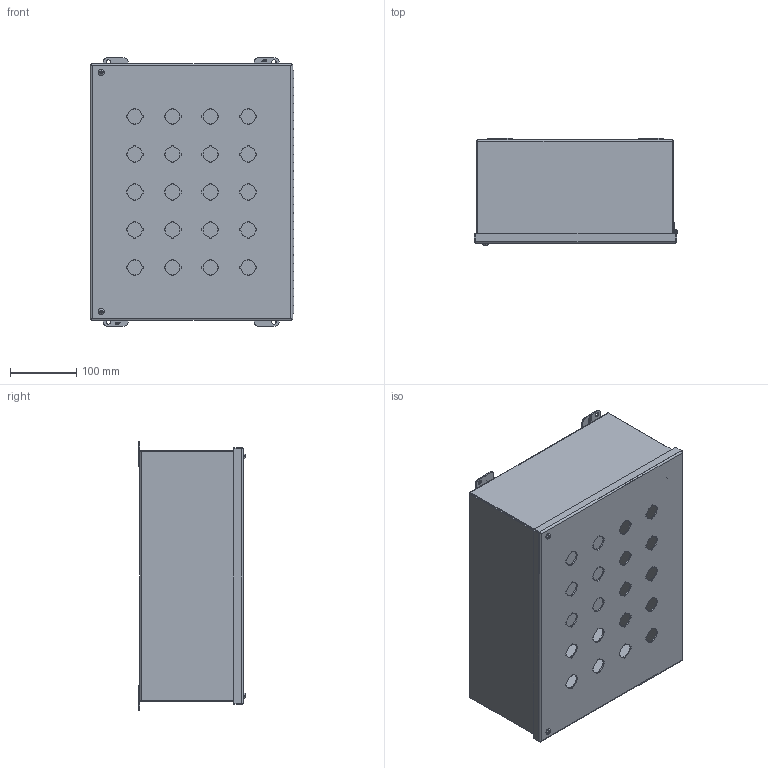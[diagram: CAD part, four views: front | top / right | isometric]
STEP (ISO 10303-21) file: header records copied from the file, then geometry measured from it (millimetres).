
FILE_DESCRIPTION (( 'STEP AP203' ), '1' );
FILE_NAME ('1489MP20_Default.step', '2019-11-12T19:36:53', ( '' ), ( '' ), 'SwSTEP 2.0', 'SolidWorks 2019', '' );
FILE_SCHEMA (( 'CONFIG_CONTROL_DESIGN' ));
Length unit declared in the file: inch
Products named in the file (1): 1489MP20_Default
Bounding box: 307.92 x 161.84 x 406.4 mm (x, y, z)
Volume: 1114662.6 mm3; surface area: 1178143.1 mm2
Topology: 21 solids, 21 shells, 1087 faces, 3120 edges, 2035 vertices
Faces by surface type: plane 754, cylinder 275, cone 40, bspline 14, torus 4
Entity records: 36363 total; most frequent: CARTESIAN_POINT 7319, ORIENTED_EDGE 6220, DIRECTION 5858, EDGE_CURVE 3110, VECTOR 2326, LINE 2326, VERTEX_POINT 2035, AXIS2_PLACEMENT_3D 1766
